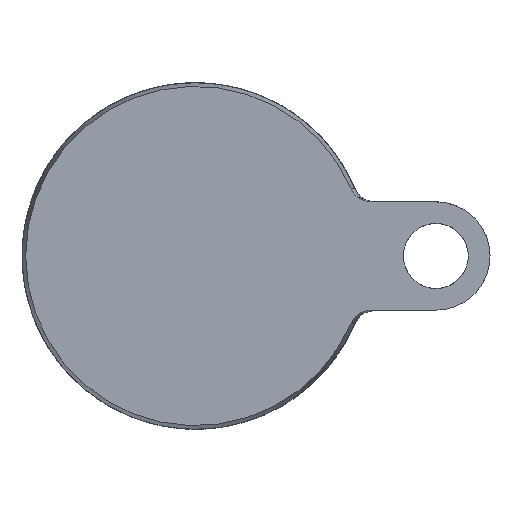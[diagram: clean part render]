
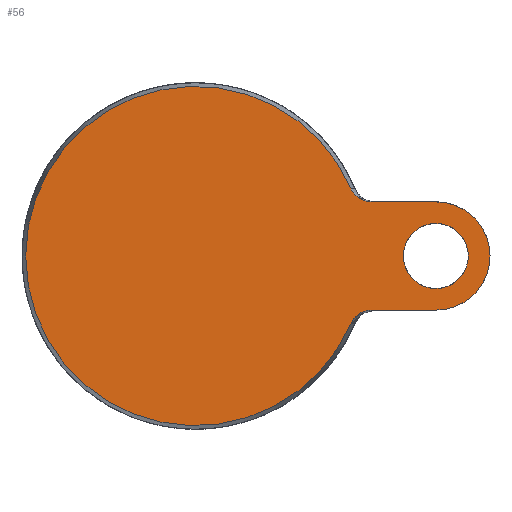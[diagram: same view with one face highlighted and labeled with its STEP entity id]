
A CAD part, front view. The second image highlights one B-rep face of the part: STEP entity #56.
In plain terms, the highlighted planar face has unit normal (0, -1, 0).
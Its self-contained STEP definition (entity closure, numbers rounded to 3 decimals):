
#1 = VERTEX_POINT ( 'NONE', #800 ) ;
#4 = CARTESIAN_POINT ( 'NONE',  ( 35.928, 0., 15.535 ) ) ;
#35 = DIRECTION ( 'NONE',  ( 0., 0., -1. ) ) ;
#56 = ADVANCED_FACE ( 'NONE', ( #558, #208 ), #467, .F. ) ;
#64 = CARTESIAN_POINT ( 'NONE',  ( 0., 0., 0. ) ) ;
#65 = CARTESIAN_POINT ( 'NONE',  ( 35.928, 0., -15.535 ) ) ;
#66 = DIRECTION ( 'NONE',  ( -1., 0., 0. ) ) ;
#67 = EDGE_CURVE ( 'NONE', #584, #584, #1113, .T. ) ;
#129 = DIRECTION ( 'NONE',  ( 0., 0., 1. ) ) ;
#130 = ORIENTED_EDGE ( 'NONE', *, *, #726, .F. ) ;
#135 = CARTESIAN_POINT ( 'NONE',  ( 36.124, 0., -15.081 ) ) ;
#141 = EDGE_LOOP ( 'NONE', ( #314 ) ) ;
#163 = CARTESIAN_POINT ( 'NONE',  ( 38.008, 0., 13.187 ) ) ;
#168 = CARTESIAN_POINT ( 'NONE',  ( 37.598, 0., 13.453 ) ) ;
#181 = B_SPLINE_CURVE_WITH_KNOTS ( 'NONE', 3,
 ( #1118, #135, #316, #402, #848, #1098, #1092, #923, #580, #836, #907, #326, #827, #245 ),
 .UNSPECIFIED., .F., .F.,
 ( 4, 2, 2, 2, 2, 2, 4 ),
 ( 0., 0.001, 0.002, 0.003, 0.004, 0.004, 0.006 ),
 .UNSPECIFIED. ) ;
#183 = ORIENTED_EDGE ( 'NONE', *, *, #459, .F. ) ;
#184 = EDGE_CURVE ( 'NONE', #1, #222, #289, .T. ) ;
#195 = DIRECTION ( 'NONE',  ( 0., 1., 0. ) ) ;
#201 = CARTESIAN_POINT ( 'NONE',  ( 40.579, 0., -12.5 ) ) ;
#208 = FACE_BOUND ( 'NONE', #141, .T. ) ;
#222 = VERTEX_POINT ( 'NONE', #298 ) ;
#244 = CARTESIAN_POINT ( 'NONE',  ( 35.928, 0., 15.535 ) ) ;
#245 = CARTESIAN_POINT ( 'NONE',  ( 40.579, 0., -12.5 ) ) ;
#252 = CARTESIAN_POINT ( 'NONE',  ( 55.5, 0., 7.5 ) ) ;
#253 = CARTESIAN_POINT ( 'NONE',  ( 40.085, 0., 12.5 ) ) ;
#263 = CARTESIAN_POINT ( 'NONE',  ( 36.388, 0., 14.659 ) ) ;
#268 = EDGE_LOOP ( 'NONE', ( #130, #814, #706, #647, #183, #288 ) ) ;
#288 = ORIENTED_EDGE ( 'NONE', *, *, #184, .F. ) ;
#289 = CIRCLE ( 'NONE', #791, 12.5 ) ;
#298 = CARTESIAN_POINT ( 'NONE',  ( 55.5, 0., -12.5 ) ) ;
#314 = ORIENTED_EDGE ( 'NONE', *, *, #67, .T. ) ;
#316 = CARTESIAN_POINT ( 'NONE',  ( 36.381, 0., -14.668 ) ) ;
#326 = CARTESIAN_POINT ( 'NONE',  ( 39.592, 0., -12.572 ) ) ;
#327 = CARTESIAN_POINT ( 'NONE',  ( 15., 0., -12.5 ) ) ;
#332 = EDGE_CURVE ( 'NONE', #732, #913, #181, .T. ) ;
#402 = CARTESIAN_POINT ( 'NONE',  ( 36.857, 0., -14.106 ) ) ;
#422 = CARTESIAN_POINT ( 'NONE',  ( 39.603, 0., 12.57 ) ) ;
#459 = EDGE_CURVE ( 'NONE', #222, #913, #468, .T. ) ;
#467 = PLANE ( 'NONE',  #915 ) ;
#468 = LINE ( 'NONE', #327, #685 ) ;
#470 = VERTEX_POINT ( 'NONE', #1109 ) ;
#505 = LINE ( 'NONE', #590, #1058 ) ;
#528 = VERTEX_POINT ( 'NONE', #4 ) ;
#532 = DIRECTION ( 'NONE',  ( 0., 0., 1. ) ) ;
#555 = CARTESIAN_POINT ( 'NONE',  ( 55.5, 0., 0. ) ) ;
#558 = FACE_OUTER_BOUND ( 'NONE', #268, .T. ) ;
#580 = CARTESIAN_POINT ( 'NONE',  ( 38.218, 0., -13.072 ) ) ;
#584 = VERTEX_POINT ( 'NONE', #252 ) ;
#590 = CARTESIAN_POINT ( 'NONE',  ( 15., 0., 12.5 ) ) ;
#620 = CARTESIAN_POINT ( 'NONE',  ( 55.5, 0., 0. ) ) ;
#634 = DIRECTION ( 'NONE',  ( 0., 1., 0. ) ) ;
#647 = ORIENTED_EDGE ( 'NONE', *, *, #332, .T. ) ;
#682 = CARTESIAN_POINT ( 'NONE',  ( 38.665, 0., 12.866 ) ) ;
#684 = DIRECTION ( 'NONE',  ( 0., -1., 0. ) ) ;
#685 = VECTOR ( 'NONE', #66, 1000. ) ;
#686 = CARTESIAN_POINT ( 'NONE',  ( 38.897, 0., 12.778 ) ) ;
#706 = ORIENTED_EDGE ( 'NONE', *, *, #1110, .T. ) ;
#726 = EDGE_CURVE ( 'NONE', #470, #1, #505, .T. ) ;
#730 = CARTESIAN_POINT ( 'NONE',  ( -39.143, 0., 0. ) ) ;
#732 = VERTEX_POINT ( 'NONE', #65 ) ;
#758 = DIRECTION ( 'NONE',  ( 1., 0., 0. ) ) ;
#774 = CARTESIAN_POINT ( 'NONE',  ( 37.032, 0., 13.927 ) ) ;
#791 = AXIS2_PLACEMENT_3D ( 'NONE', #620, #634, #35 ) ;
#800 = CARTESIAN_POINT ( 'NONE',  ( 55.5, 0., 12.5 ) ) ;
#810 = EDGE_CURVE ( 'NONE', #470, #528, #840, .T. ) ;
#814 = ORIENTED_EDGE ( 'NONE', *, *, #810, .T. ) ;
#827 = CARTESIAN_POINT ( 'NONE',  ( 40.085, 0., -12.5 ) ) ;
#836 = CARTESIAN_POINT ( 'NONE',  ( 38.663, 0., -12.866 ) ) ;
#840 = B_SPLINE_CURVE_WITH_KNOTS ( 'NONE', 3,
 ( #934, #253, #422, #686, #682, #931, #163, #168, #857, #774, #845, #263, #1102, #244 ),
 .UNSPECIFIED., .F., .F.,
 ( 4, 2, 2, 2, 2, 2, 4 ),
 ( 0., 0.001, 0.002, 0.003, 0.004, 0.004, 0.006 ),
 .UNSPECIFIED. ) ;
#845 = CARTESIAN_POINT ( 'NONE',  ( 36.861, 0., 14.101 ) ) ;
#848 = CARTESIAN_POINT ( 'NONE',  ( 37.031, 0., -13.929 ) ) ;
#851 = CIRCLE ( 'NONE', #1045, 39.143 ) ;
#857 = CARTESIAN_POINT ( 'NONE',  ( 37.4, 0., 13.603 ) ) ;
#898 = DIRECTION ( 'NONE',  ( 0., 1., 0. ) ) ;
#907 = CARTESIAN_POINT ( 'NONE',  ( 38.891, 0., -12.781 ) ) ;
#913 = VERTEX_POINT ( 'NONE', #201 ) ;
#915 = AXIS2_PLACEMENT_3D ( 'NONE', #730, #195, #532 ) ;
#923 = CARTESIAN_POINT ( 'NONE',  ( 38., 0., -13.192 ) ) ;
#931 = CARTESIAN_POINT ( 'NONE',  ( 38.221, 0., 13.07 ) ) ;
#934 = CARTESIAN_POINT ( 'NONE',  ( 40.579, 0., 12.5 ) ) ;
#1017 = DIRECTION ( 'NONE',  ( 0., 0., -1. ) ) ;
#1045 = AXIS2_PLACEMENT_3D ( 'NONE', #64, #684, #1017 ) ;
#1058 = VECTOR ( 'NONE', #758, 1000. ) ;
#1092 = CARTESIAN_POINT ( 'NONE',  ( 37.591, 0., -13.458 ) ) ;
#1098 = CARTESIAN_POINT ( 'NONE',  ( 37.397, 0., -13.606 ) ) ;
#1100 = AXIS2_PLACEMENT_3D ( 'NONE', #555, #898, #129 ) ;
#1102 = CARTESIAN_POINT ( 'NONE',  ( 36.124, 0., 15.081 ) ) ;
#1109 = CARTESIAN_POINT ( 'NONE',  ( 40.579, 0., 12.5 ) ) ;
#1110 = EDGE_CURVE ( 'NONE', #528, #732, #851, .T. ) ;
#1113 = CIRCLE ( 'NONE', #1100, 7.5 ) ;
#1118 = CARTESIAN_POINT ( 'NONE',  ( 35.928, 0., -15.535 ) ) ;
